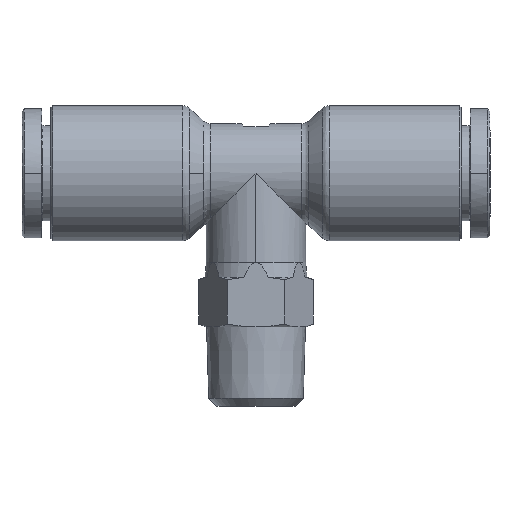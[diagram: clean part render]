
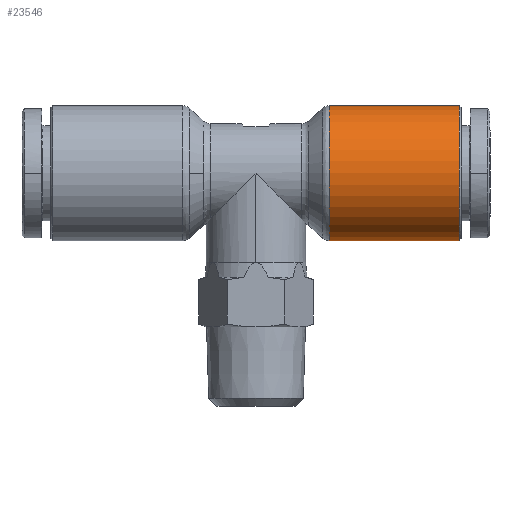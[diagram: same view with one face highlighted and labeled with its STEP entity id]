
A CAD part, front view. The second image highlights one B-rep face of the part: STEP entity #23546.
In plain terms, the highlighted cylindrical face has radius 6.8 mm (diameter 13.6 mm), a partial arc.
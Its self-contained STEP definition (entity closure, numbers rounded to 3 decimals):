
#144 = EDGE_LOOP ( 'NONE', ( #21655, #17951, #1053, #11724 ) ) ;
#260 = EDGE_CURVE ( 'NONE', #1454, #27242, #11833, .T. ) ;
#1053 = ORIENTED_EDGE ( 'NONE', *, *, #260, .T. ) ;
#1092 = DIRECTION ( 'NONE',  ( 1., 0., 0. ) ) ;
#1234 = VECTOR ( 'NONE', #27317, 1000. ) ;
#1454 = VERTEX_POINT ( 'NONE', #7167 ) ;
#2422 = VECTOR ( 'NONE', #9972, 1000. ) ;
#2833 = CARTESIAN_POINT ( 'NONE',  ( 20.5, 0., -6.8 ) ) ;
#3291 = AXIS2_PLACEMENT_3D ( 'NONE', #6308, #24145, #12937 ) ;
#3973 = CYLINDRICAL_SURFACE ( 'NONE', #28148, 6.8 ) ;
#5126 = VERTEX_POINT ( 'NONE', #16065 ) ;
#5607 = VERTEX_POINT ( 'NONE', #19689 ) ;
#6015 = CIRCLE ( 'NONE', #3291, 6.8 ) ;
#6308 = CARTESIAN_POINT ( 'NONE',  ( 20.5, 0., 0. ) ) ;
#7167 = CARTESIAN_POINT ( 'NONE',  ( 7.384, 0., -6.8 ) ) ;
#9103 = EDGE_CURVE ( 'NONE', #27242, #5126, #6015, .T. ) ;
#9415 = CIRCLE ( 'NONE', #16688, 6.8 ) ;
#9972 = DIRECTION ( 'NONE',  ( 1., 0., 0. ) ) ;
#10919 = LINE ( 'NONE', #19125, #2422 ) ;
#11724 = ORIENTED_EDGE ( 'NONE', *, *, #9103, .T. ) ;
#11833 = LINE ( 'NONE', #25041, #1234 ) ;
#12937 = DIRECTION ( 'NONE',  ( 0., 0., -1. ) ) ;
#14085 = CARTESIAN_POINT ( 'NONE',  ( 7.384, 0., 0. ) ) ;
#16065 = CARTESIAN_POINT ( 'NONE',  ( 20.5, 0., 6.8 ) ) ;
#16595 = DIRECTION ( 'NONE',  ( 1., 0., 0. ) ) ;
#16688 = AXIS2_PLACEMENT_3D ( 'NONE', #14085, #16595, #23104 ) ;
#17480 = EDGE_CURVE ( 'NONE', #5607, #5126, #10919, .T. ) ;
#17951 = ORIENTED_EDGE ( 'NONE', *, *, #25403, .T. ) ;
#19125 = CARTESIAN_POINT ( 'NONE',  ( 13., 0., 6.8 ) ) ;
#19420 = CARTESIAN_POINT ( 'NONE',  ( 13., 0., 0. ) ) ;
#19689 = CARTESIAN_POINT ( 'NONE',  ( 7.384, 0., 6.8 ) ) ;
#21655 = ORIENTED_EDGE ( 'NONE', *, *, #17480, .F. ) ;
#23104 = DIRECTION ( 'NONE',  ( 0., 0., -1. ) ) ;
#23546 = ADVANCED_FACE ( 'NONE', ( #25815 ), #3973, .T. ) ;
#24145 = DIRECTION ( 'NONE',  ( -1., 0., 0. ) ) ;
#25041 = CARTESIAN_POINT ( 'NONE',  ( 13., 0., -6.8 ) ) ;
#25403 = EDGE_CURVE ( 'NONE', #5607, #1454, #9415, .T. ) ;
#25815 = FACE_OUTER_BOUND ( 'NONE', #144, .T. ) ;
#27242 = VERTEX_POINT ( 'NONE', #2833 ) ;
#27317 = DIRECTION ( 'NONE',  ( 1., 0., 0. ) ) ;
#28148 = AXIS2_PLACEMENT_3D ( 'NONE', #19420, #1092, #28176 ) ;
#28176 = DIRECTION ( 'NONE',  ( 0., 0., -1. ) ) ;
